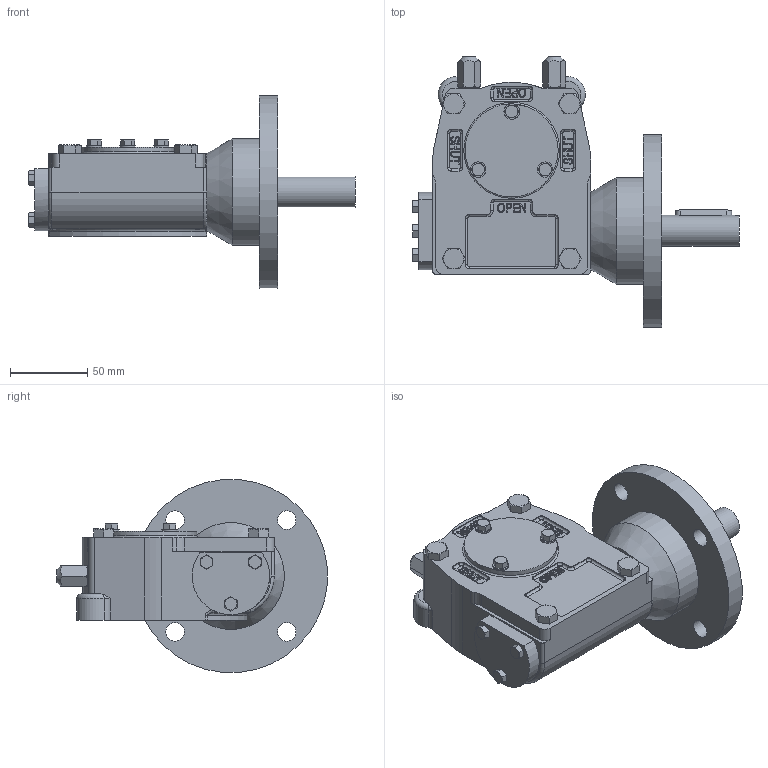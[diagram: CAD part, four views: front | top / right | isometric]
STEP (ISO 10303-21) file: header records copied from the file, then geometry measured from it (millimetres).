
FILE_DESCRIPTION( ( 'Unknown' ), '1' );
FILE_NAME( 'E 210G BU L.stp', 'Unknown', ( 'Unknown' ), ( 'Unknown' ), 'XStep 1.0', 'Unknown', ' ' );
FILE_SCHEMA( ( 'automotive_design' ) );
Length unit declared in the file: millimetre
Products named in the file (1): 10AZ10J020M02
Bounding box: 210.98 x 174.76 x 124.52 mm (x, y, z)
Volume: 692819.6 mm3; surface area: 166077.9 mm2
Topology: 1 solids, 21 shells, 1112 faces, 2840 edges, 1791 vertices
Faces by surface type: plane 516, cylinder 296, cone 157, bspline 64, torus 49, extrusion 16, sphere 14
Full cylindrical faces by diameter (mm): 3.242 x4, 4.917 x18, 5 x6, 6 x6, 6.647 x8, 7 x3, 8 x3, 8.376 x8, 9 x3, 10 x3, 10.4 x1, 12 x4, 13.27 x3, 14 x2, 18 x2, 20 x1, 21 x1, 39.6 x2, 41.35 x2, 42.35 x2, 42.5 x2, 47 x2, 52 x1, 60 x1, 69 x1, 70 x1, 125 x1
Entity records: 48381 total; most frequent: CARTESIAN_POINT 14466, ORIENTED_EDGE 5206, DIRECTION 4956, EDGE_CURVE 2603, AXIS2_PLACEMENT_3D 1940, VERTEX_POINT 1719, EDGE_LOOP 1318, FACE_OUTER_BOUND 1209
